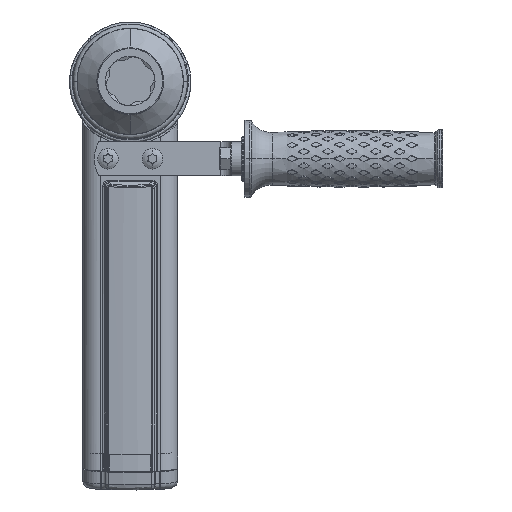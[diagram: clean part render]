
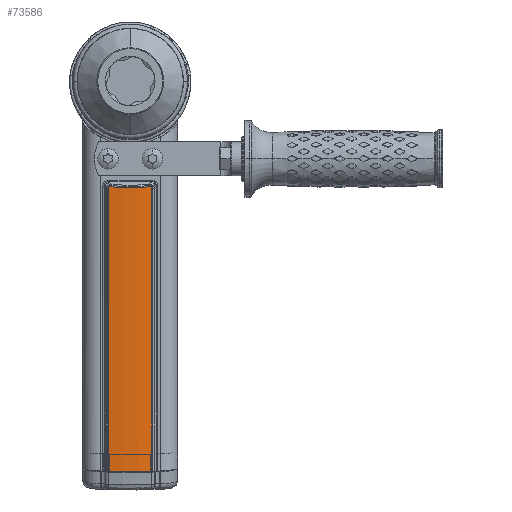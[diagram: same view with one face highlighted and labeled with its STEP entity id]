
A CAD part, top view. The second image highlights one B-rep face of the part: STEP entity #73586.
In plain terms, the highlighted cylindrical face has radius 86.25 mm (diameter 172.5 mm), a partial arc.
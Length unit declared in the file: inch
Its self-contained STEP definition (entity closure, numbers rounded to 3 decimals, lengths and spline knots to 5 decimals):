
#14721=CARTESIAN_POINT('',(0.,-8.95669,-3.1014));
#14722=DIRECTION('',(0.,-1.,0.));
#14723=DIRECTION('',(0.149,0.,0.989));
#14724=AXIS2_PLACEMENT_3D('',#14721,#14722,#14723);
#14781=DIRECTION('',(0.,-1.,0.));
#14782=VECTOR('',#14781,6.5104);
#14783=CARTESIAN_POINT('',(-0.50631,-2.44629,
0.25631));
#14784=LINE('',#14783,#14782);
#14785=CARTESIAN_POINT('',(-0.45627,-2.41152,
0.26348));
#14786=CARTESIAN_POINT('',(-0.46208,-2.41075,
0.26269));
#14787=CARTESIAN_POINT('',(-0.4729,-2.41038,
0.2612));
#14788=CARTESIAN_POINT('',(-0.48748,-2.41375,
0.25911));
#14789=CARTESIAN_POINT('',(-0.49823,-2.42113,
0.25753));
#14790=CARTESIAN_POINT('',(-0.50477,-2.43184,
0.25655));
#14791=CARTESIAN_POINT('',(-0.50631,-2.44112,
0.25631));
#14792=CARTESIAN_POINT('',(-0.50631,-2.44629,
0.25631));
#14794=CARTESIAN_POINT('',(0.45627,-2.41152,
0.26348));
#14795=CARTESIAN_POINT('',(0.35554,-2.42481,
0.27713));
#14796=CARTESIAN_POINT('',(0.15284,-2.44261,
0.29541));
#14797=CARTESIAN_POINT('',(-0.15276,-2.44262,
0.29542));
#14798=CARTESIAN_POINT('',(-0.35551,-2.42482,
0.27714));
#14799=CARTESIAN_POINT('',(-0.45627,-2.41152,
0.26348));
#14801=CARTESIAN_POINT('',(0.50631,-2.44629,
0.25631));
#14802=CARTESIAN_POINT('',(0.50631,-2.44112,
0.25631));
#14803=CARTESIAN_POINT('',(0.50477,-2.43184,
0.25655));
#14804=CARTESIAN_POINT('',(0.49823,-2.42113,
0.25753));
#14805=CARTESIAN_POINT('',(0.48748,-2.41375,
0.25911));
#14806=CARTESIAN_POINT('',(0.4729,-2.41038,
0.26119));
#14807=CARTESIAN_POINT('',(0.46208,-2.41075,
0.26269));
#14808=CARTESIAN_POINT('',(0.45627,-2.41152,
0.26348));
#14810=DIRECTION('',(0.,1.,0.));
#14811=VECTOR('',#14810,6.5104);
#14812=CARTESIAN_POINT('',(0.50631,-8.95669,
0.25631));
#14813=LINE('',#14812,#14811);
#47528=CARTESIAN_POINT('',(0.50631,-8.95669,
0.25631));
#47529=CARTESIAN_POINT('',(-0.50631,-8.95669,
0.25631));
#47530=VERTEX_POINT('',#47528);
#47531=VERTEX_POINT('',#47529);
#47538=VERTEX_POINT('',#14785);
#47539=VERTEX_POINT('',#14792);
#47540=VERTEX_POINT('',#14794);
#47541=VERTEX_POINT('',#14801);
#73569=CARTESIAN_POINT('',(0.,-2.22835,-3.1014));
#73570=DIRECTION('',(0.,-1.,0.));
#73571=DIRECTION('',(1.,0.,0.));
#73572=AXIS2_PLACEMENT_3D('',#73569,#73570,#73571);
#73573=CYLINDRICAL_SURFACE('',#73572,3.39567);
#73574=ORIENTED_EDGE('',*,*,#73269,.T.);
#73576=ORIENTED_EDGE('',*,*,#73575,.F.);
#73578=ORIENTED_EDGE('',*,*,#73577,.F.);
#73580=ORIENTED_EDGE('',*,*,#73579,.F.);
#73582=ORIENTED_EDGE('',*,*,#73581,.F.);
#73583=ORIENTED_EDGE('',*,*,#73558,.F.);
#73584=EDGE_LOOP('',(#73574,#73576,#73578,#73580,#73582,#73583));
#73585=FACE_OUTER_BOUND('',#73584,.F.);
#73586=ADVANCED_FACE('',(#73585),#73573,.T.);
#14725=CIRCLE('',#14724,3.39567);
#14793=B_SPLINE_CURVE_WITH_KNOTS('',3,(#14785,#14786,#14787,#14788,#14789,
#14790,#14791,#14792),.UNSPECIFIED.,.F.,.F.,(4,1,1,1,1,4),(0.,0.2,0.4,
0.6,0.8,1.),.UNSPECIFIED.);
#14800=B_SPLINE_CURVE_WITH_KNOTS('',3,(#14794,#14795,#14796,#14797,#14798,
#14799),.UNSPECIFIED.,.F.,.F.,(4,1,1,4),(0.,0.33333,
0.66667,1.),.UNSPECIFIED.);
#14809=B_SPLINE_CURVE_WITH_KNOTS('',3,(#14801,#14802,#14803,#14804,#14805,
#14806,#14807,#14808),.UNSPECIFIED.,.F.,.F.,(4,1,1,1,1,4),(0.,0.2,0.4,
0.6,0.8,1.),.UNSPECIFIED.);
#73269=EDGE_CURVE('',#47530,#47531,#14725,.T.);
#73558=EDGE_CURVE('',#47530,#47541,#14813,.T.);
#73575=EDGE_CURVE('',#47539,#47531,#14784,.T.);
#73577=EDGE_CURVE('',#47538,#47539,#14793,.T.);
#73579=EDGE_CURVE('',#47540,#47538,#14800,.T.);
#73581=EDGE_CURVE('',#47541,#47540,#14809,.T.);
